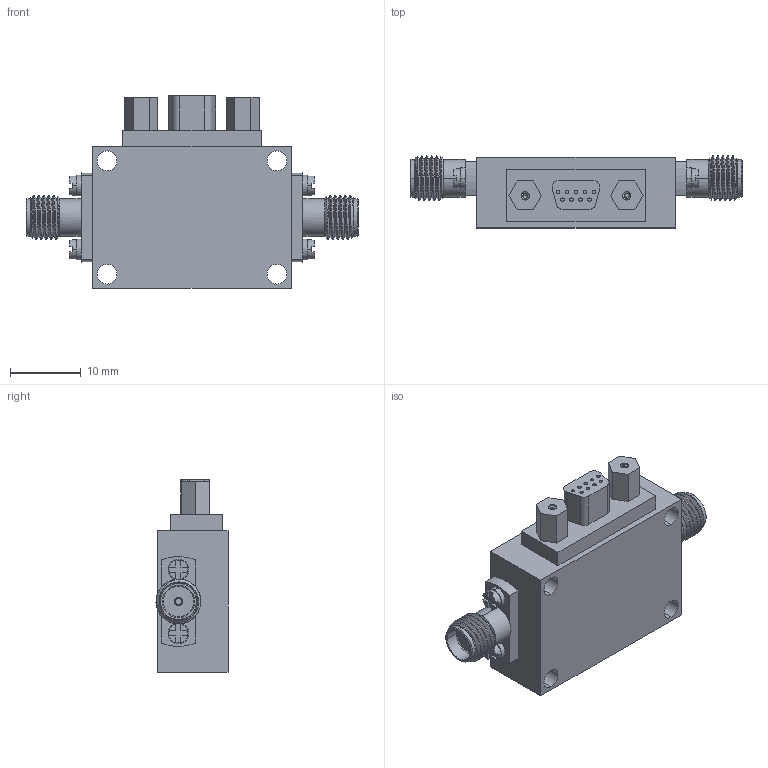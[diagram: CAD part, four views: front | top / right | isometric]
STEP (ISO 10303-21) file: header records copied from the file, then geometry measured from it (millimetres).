
FILE_DESCRIPTION (( 'STEP AP214' ), '1' );
FILE_NAME ('FM82P5022_3D.step', '2025-02-25T16:12:23', ( '' ), ( '' ), 'SwSTEP 2.0', 'SolidWorks 2022', '' );
FILE_SCHEMA (( 'AUTOMOTIVE_DESIGN' ));
Length unit declared in the file: millimetre
Products named in the file (6): PE45572 ¦ FMCN1622; FM82P5022_3D; FM82P5022_9 PIN CONNECTOR; FM82P5024_SCREW 4-40; FM82P5024_WASHER; FM82P5022_Base Model
Assembly tree (12 placements, depth 2):
  FM82P5022_3D
    FM82P5022_Base Model
    FM82P5022_9 PIN CONNECTOR
    PE45572 ¦ FMCN1622  x2
    FM82P5024_SCREW 4-40  x4
    FM82P5024_WASHER  x4
Bounding box: 46.9 x 10.17 x 27.2 mm (x, y, z)
Volume: 6238.7 mm3; surface area: 4420.3 mm2
Topology: 22 solids, 22 shells, 1003 faces, 2563 edges, 1675 vertices
Faces by surface type: plane 537, cylinder 201, bspline 160, cone 105
Entity records: 29310 total; most frequent: CARTESIAN_POINT 11219, ORIENTED_EDGE 3988, DIRECTION 2660, EDGE_CURVE 1994, VERTEX_POINT 1319, VECTOR 946, LINE 946, AXIS2_PLACEMENT_3D 857
